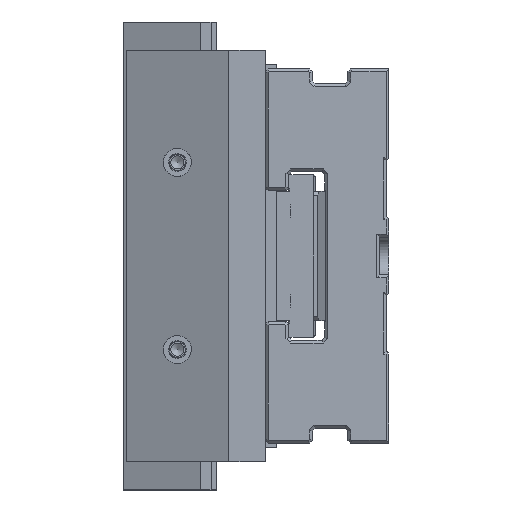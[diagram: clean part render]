
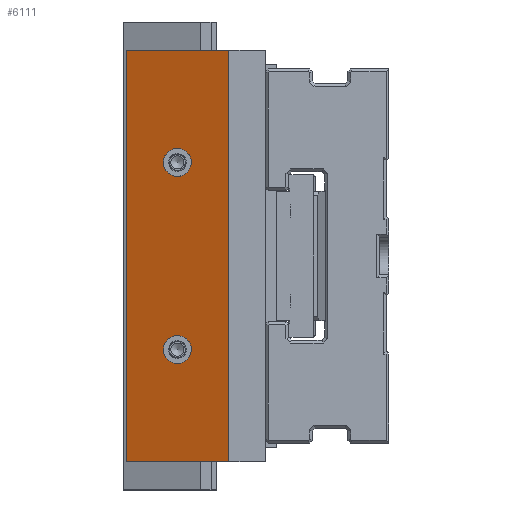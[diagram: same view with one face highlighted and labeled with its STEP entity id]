
A CAD part, left-side view. The second image highlights one B-rep face of the part: STEP entity #6111.
In plain terms, the highlighted planar face has unit normal (-0.924, 0.383, 0).
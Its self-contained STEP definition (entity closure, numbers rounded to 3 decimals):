
#1141=LINE('',#20779,#2290);
#1143=LINE('',#20783,#2292);
#1168=LINE('',#20834,#2317);
#1170=LINE('',#20843,#2319);
#2290=VECTOR('',#17298,1.);
#2292=VECTOR('',#17302,1.);
#2317=VECTOR('',#17331,1.);
#2319=VECTOR('',#17341,1.);
#2391=ELLIPSE('',#14439,8.118,7.5);
#2392=ELLIPSE('',#14440,8.118,7.5);
#6111=ADVANCED_FACE('',(#6978,#6979,#6980),#6595,.T.);
#6595=PLANE('',#14441);
#6978=FACE_BOUND('',#7817,.T.);
#6979=FACE_BOUND('',#7818,.T.);
#6980=FACE_BOUND('',#7819,.T.);
#7817=EDGE_LOOP('',(#10715));
#7818=EDGE_LOOP('',(#10716));
#7819=EDGE_LOOP('',(#10717,#10718,#10719,#10720));
#10715=ORIENTED_EDGE('',*,*,#13287,.F.);
#10716=ORIENTED_EDGE('',*,*,#13288,.F.);
#10717=ORIENTED_EDGE('',*,*,#13235,.F.);
#10718=ORIENTED_EDGE('',*,*,#13263,.F.);
#10719=ORIENTED_EDGE('',*,*,#13268,.F.);
#10720=ORIENTED_EDGE('',*,*,#13237,.F.);
#11784=VERTEX_POINT('',#20778);
#11785=VERTEX_POINT('',#20780);
#11786=VERTEX_POINT('',#20784);
#11809=VERTEX_POINT('',#20833);
#11822=VERTEX_POINT('',#20880);
#11823=VERTEX_POINT('',#20882);
#13235=EDGE_CURVE('',#11784,#11785,#1141,.T.);
#13237=EDGE_CURVE('',#11785,#11786,#1143,.T.);
#13263=EDGE_CURVE('',#11809,#11784,#1168,.T.);
#13268=EDGE_CURVE('',#11786,#11809,#1170,.T.);
#13287=EDGE_CURVE('',#11822,#11822,#2391,.T.);
#13288=EDGE_CURVE('',#11823,#11823,#2392,.T.);
#14439=AXIS2_PLACEMENT_3D('',#20879,#17384,#17385);
#14440=AXIS2_PLACEMENT_3D('',#20881,#17386,#17387);
#14441=AXIS2_PLACEMENT_3D('',#20883,#17388,#17389);
#17298=DIRECTION('',(0.,0.,-1.));
#17302=DIRECTION('',(0.383,0.924,0.));
#17331=DIRECTION('',(-0.383,-0.924,0.));
#17341=DIRECTION('',(0.,0.,1.));
#17384=DIRECTION('',(-0.924,0.383,0.));
#17385=DIRECTION('',(0.383,0.924,0.));
#17386=DIRECTION('',(-0.924,0.383,0.));
#17387=DIRECTION('',(0.383,0.924,0.));
#17388=DIRECTION('',(-0.924,0.383,0.));
#17389=DIRECTION('',(-0.383,-0.924,0.));
#20778=CARTESIAN_POINT('',(14.212,38.481,236.144));
#20779=CARTESIAN_POINT('',(14.212,38.481,126.144));
#20780=CARTESIAN_POINT('',(14.212,38.481,16.144));
#20783=CARTESIAN_POINT('',(14.688,39.631,16.144));
#20784=CARTESIAN_POINT('',(36.787,92.981,16.144));
#20833=CARTESIAN_POINT('',(36.787,92.981,236.144));
#20834=CARTESIAN_POINT('',(14.688,39.631,236.144));
#20843=CARTESIAN_POINT('',(36.787,92.981,16.144));
#20879=CARTESIAN_POINT('',(25.603,65.981,76.144));
#20880=CARTESIAN_POINT('',(28.71,73.481,76.144));
#20881=CARTESIAN_POINT('',(25.603,65.981,176.144));
#20882=CARTESIAN_POINT('',(28.71,73.481,176.144));
#20883=CARTESIAN_POINT('',(14.212,38.481,-16.356));
